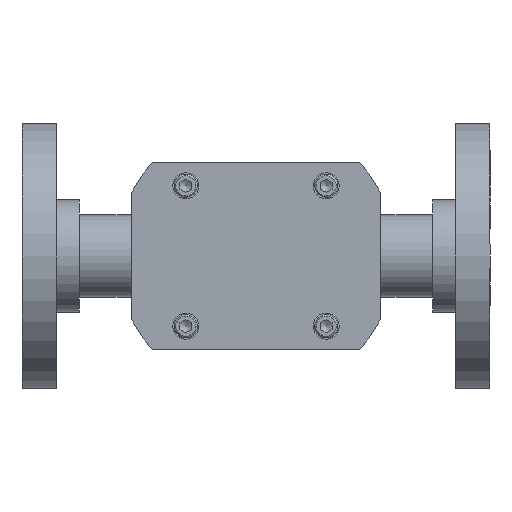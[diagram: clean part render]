
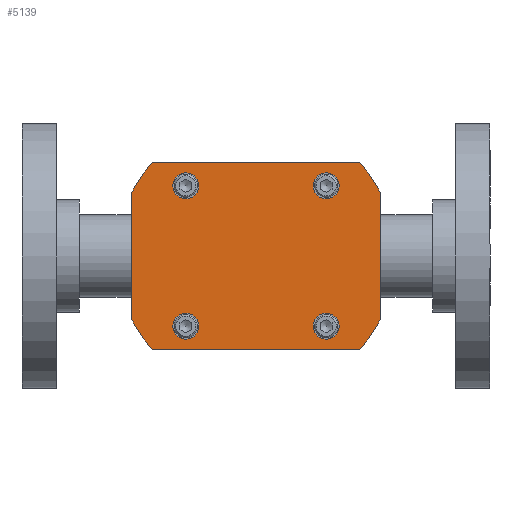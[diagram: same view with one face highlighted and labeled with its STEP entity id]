
A CAD part, front view. The second image highlights one B-rep face of the part: STEP entity #5139.
In plain terms, the highlighted planar face has unit normal (0, -1, 0).
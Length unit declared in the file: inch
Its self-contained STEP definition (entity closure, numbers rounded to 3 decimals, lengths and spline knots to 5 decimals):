
#4641=CARTESIAN_POINT('',(2.0,0.,1.00431));
#4642=VERTEX_POINT('',#4641);
#4649=CARTESIAN_POINT('',(2.0,0.,-1.00431));
#4650=VERTEX_POINT('',#4649);
#4651=CARTESIAN_POINT('',(2.0,0.,-1.00431));
#4652=DIRECTION('',(0.0,0.0,1.0));
#4653=VECTOR('',#4652,2.00863);
#4654=LINE('',#4651,#4653);
#4655=EDGE_CURVE('',#4650,#4642,#4654,.T.);
#4704=CARTESIAN_POINT('',(1.66092,0.,-1.5));
#4705=VERTEX_POINT('',#4704);
#4712=CARTESIAN_POINT('',(-1.66092,0.,-1.5));
#4713=VERTEX_POINT('',#4712);
#4714=CARTESIAN_POINT('',(-1.66092,0.,-1.5));
#4715=DIRECTION('',(1.0,0.0,0.0));
#4716=VECTOR('',#4715,3.32183);
#4717=LINE('',#4714,#4716);
#4718=EDGE_CURVE('',#4713,#4705,#4717,.T.);
#4767=CARTESIAN_POINT('',(-2.0,0.,-1.00431));
#4768=VERTEX_POINT('',#4767);
#4775=CARTESIAN_POINT('',(-2.0,0.,1.00431));
#4776=VERTEX_POINT('',#4775);
#4777=CARTESIAN_POINT('',(-2.0,0.,1.00431));
#4778=DIRECTION('',(0.0,0.0,-1.0));
#4779=VECTOR('',#4778,2.00863);
#4780=LINE('',#4777,#4779);
#4781=EDGE_CURVE('',#4776,#4768,#4780,.T.);
#4821=CARTESIAN_POINT('',(-1.125,0.,0.9175));
#4822=VERTEX_POINT('',#4821);
#4823=CARTESIAN_POINT('',(-1.125,0.,1.125));
#4824=DIRECTION('',(0.0,1.0,0.0));
#4825=DIRECTION('',(0.0,0.0,-1.0));
#4826=AXIS2_PLACEMENT_3D('',#4823,#4824,#4825);
#4827=CIRCLE('',#4826,0.2075);
#4828=EDGE_CURVE('',#4822,#4822,#4827,.T.);
#4862=CARTESIAN_POINT('',(-0.9175,0.,-1.125));
#4863=VERTEX_POINT('',#4862);
#4864=CARTESIAN_POINT('',(-1.125,0.,-1.125));
#4865=DIRECTION('',(0.0,1.0,0.0));
#4866=DIRECTION('',(1.0,0.0,0.0));
#4867=AXIS2_PLACEMENT_3D('',#4864,#4865,#4866);
#4868=CIRCLE('',#4867,0.2075);
#4869=EDGE_CURVE('',#4863,#4863,#4868,.T.);
#4911=CARTESIAN_POINT('',(1.125,0.,-0.9175));
#4912=VERTEX_POINT('',#4911);
#4913=CARTESIAN_POINT('',(1.125,0.,-1.125));
#4914=DIRECTION('',(0.0,1.0,0.0));
#4915=DIRECTION('',(0.0,0.0,1.0));
#4916=AXIS2_PLACEMENT_3D('',#4913,#4914,#4915);
#4917=CIRCLE('',#4916,0.2075);
#4918=EDGE_CURVE('',#4912,#4912,#4917,.T.);
#4960=CARTESIAN_POINT('',(0.9175,0.,1.125));
#4961=VERTEX_POINT('',#4960);
#4962=CARTESIAN_POINT('',(1.125,0.,1.125));
#4963=DIRECTION('',(0.0,1.0,0.0));
#4964=DIRECTION('',(-1.0,0.0,0.0));
#4965=AXIS2_PLACEMENT_3D('',#4962,#4963,#4964);
#4966=CIRCLE('',#4965,0.2075);
#4967=EDGE_CURVE('',#4961,#4961,#4966,.T.);
#4989=CARTESIAN_POINT('',(1.66092,0.,1.5));
#4990=VERTEX_POINT('',#4989);
#4997=CARTESIAN_POINT('',(0.0,0.0,0.0));
#4998=DIRECTION('',(0.,-1.0,0.));
#4999=DIRECTION('',(-0.742,0.,-0.67));
#5000=AXIS2_PLACEMENT_3D('',#4997,#4998,#4999);
#5001=CIRCLE('',#5000,2.238);
#5002=EDGE_CURVE('',#4642,#4990,#5001,.T.);
#5028=CARTESIAN_POINT('',(-1.66092,0.,1.5));
#5029=VERTEX_POINT('',#5028);
#5036=CARTESIAN_POINT('',(1.66092,0.,1.5));
#5037=DIRECTION('',(-1.0,0.0,0.0));
#5038=VECTOR('',#5037,3.32183);
#5039=LINE('',#5036,#5038);
#5040=EDGE_CURVE('',#4990,#5029,#5039,.T.);
#5053=CARTESIAN_POINT('',(0.0,0.0,0.0));
#5054=DIRECTION('',(0.,-1.,0.));
#5055=DIRECTION('',(0.894,0.,-0.449));
#5056=AXIS2_PLACEMENT_3D('',#5053,#5054,#5055);
#5057=CIRCLE('',#5056,2.238);
#5058=EDGE_CURVE('',#5029,#4776,#5057,.T.);
#5071=CARTESIAN_POINT('',(0.0,0.0,0.0));
#5072=DIRECTION('',(0.,-1.0,0.));
#5073=DIRECTION('',(0.742,0.,0.67));
#5074=AXIS2_PLACEMENT_3D('',#5071,#5072,#5073);
#5075=CIRCLE('',#5074,2.238);
#5076=EDGE_CURVE('',#4768,#4713,#5075,.T.);
#5089=CARTESIAN_POINT('',(0.0,0.0,0.0));
#5090=DIRECTION('',(0.,-1.,0.));
#5091=DIRECTION('',(-0.894,0.,0.449));
#5092=AXIS2_PLACEMENT_3D('',#5089,#5090,#5091);
#5093=CIRCLE('',#5092,2.238);
#5094=EDGE_CURVE('',#4705,#4650,#5093,.T.);
#5112=CARTESIAN_POINT('',(0.,0.,0.));
#5113=DIRECTION('',(0.0,1.0,0.0));
#5114=DIRECTION('',(0.0,0.0,-1.0));
#5115=AXIS2_PLACEMENT_3D('',#5112,#5113,#5114);
#5116=PLANE('',#5115);
#5117=ORIENTED_EDGE('',*,*,#4655,.T.);
#5118=ORIENTED_EDGE('',*,*,#5002,.T.);
#5119=ORIENTED_EDGE('',*,*,#5040,.T.);
#5120=ORIENTED_EDGE('',*,*,#5058,.T.);
#5121=ORIENTED_EDGE('',*,*,#4781,.T.);
#5122=ORIENTED_EDGE('',*,*,#5076,.T.);
#5123=ORIENTED_EDGE('',*,*,#4718,.T.);
#5124=ORIENTED_EDGE('',*,*,#5094,.T.);
#5125=EDGE_LOOP('',(#5117,#5118,#5119,#5120,#5121,#5122,#5123,#5124));
#5126=FACE_OUTER_BOUND('',#5125,.T.);
#5127=ORIENTED_EDGE('',*,*,#4828,.T.);
#5128=EDGE_LOOP('',(#5127));
#5129=FACE_BOUND('',#5128,.T.);
#5130=ORIENTED_EDGE('',*,*,#4869,.T.);
#5131=EDGE_LOOP('',(#5130));
#5132=FACE_BOUND('',#5131,.T.);
#5133=ORIENTED_EDGE('',*,*,#4918,.T.);
#5134=EDGE_LOOP('',(#5133));
#5135=FACE_BOUND('',#5134,.T.);
#5136=ORIENTED_EDGE('',*,*,#4967,.T.);
#5137=EDGE_LOOP('',(#5136));
#5138=FACE_BOUND('',#5137,.T.);
#5139=ADVANCED_FACE('',(#5126,#5129,#5132,#5135,#5138),#5116,.F.);
